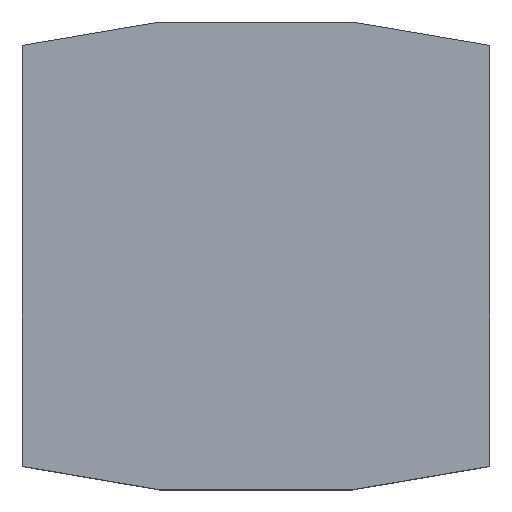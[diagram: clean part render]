
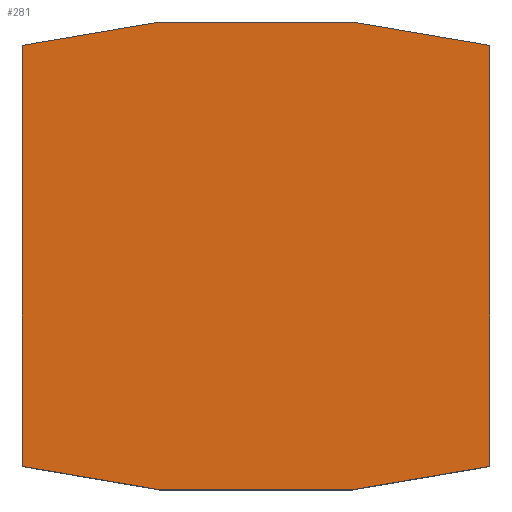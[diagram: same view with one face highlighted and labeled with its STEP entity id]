
A CAD part, top view. The second image highlights one B-rep face of the part: STEP entity #281.
In plain terms, the highlighted planar face has unit normal (0, 0, 1).
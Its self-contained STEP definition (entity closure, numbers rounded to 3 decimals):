
#24 = VERTEX_POINT('',#25);
#25 = CARTESIAN_POINT('',(-0.62,1.5,1.));
#31 = EDGE_CURVE('',#24,#32,#34,.T.);
#32 = VERTEX_POINT('',#33);
#33 = CARTESIAN_POINT('',(0.62,1.5,1.));
#34 = LINE('',#35,#36);
#35 = CARTESIAN_POINT('',(-0.62,1.5,1.));
#36 = VECTOR('',#37,1.);
#37 = DIRECTION('',(1.,0.,0.));
#62 = EDGE_CURVE('',#32,#63,#65,.T.);
#63 = VERTEX_POINT('',#64);
#64 = CARTESIAN_POINT('',(1.5,1.35,1.));
#65 = LINE('',#66,#67);
#66 = CARTESIAN_POINT('',(0.62,1.5,1.));
#67 = VECTOR('',#68,1.);
#68 = DIRECTION('',(0.986,-0.168,0.));
#93 = EDGE_CURVE('',#63,#94,#96,.T.);
#94 = VERTEX_POINT('',#95);
#95 = CARTESIAN_POINT('',(1.5,-1.35,1.));
#96 = LINE('',#97,#98);
#97 = CARTESIAN_POINT('',(1.5,1.35,1.));
#98 = VECTOR('',#99,1.);
#99 = DIRECTION('',(0.,-1.,0.));
#124 = EDGE_CURVE('',#94,#125,#127,.T.);
#125 = VERTEX_POINT('',#126);
#126 = CARTESIAN_POINT('',(0.62,-1.5,1.));
#127 = LINE('',#128,#129);
#128 = CARTESIAN_POINT('',(1.5,-1.35,1.));
#129 = VECTOR('',#130,1.);
#130 = DIRECTION('',(-0.986,-0.168,0.));
#155 = EDGE_CURVE('',#125,#156,#158,.T.);
#156 = VERTEX_POINT('',#157);
#157 = CARTESIAN_POINT('',(-0.62,-1.5,1.));
#158 = LINE('',#159,#160);
#159 = CARTESIAN_POINT('',(0.62,-1.5,1.));
#160 = VECTOR('',#161,1.);
#161 = DIRECTION('',(-1.,0.,0.));
#186 = EDGE_CURVE('',#156,#187,#189,.T.);
#187 = VERTEX_POINT('',#188);
#188 = CARTESIAN_POINT('',(-1.5,-1.35,1.));
#189 = LINE('',#190,#191);
#190 = CARTESIAN_POINT('',(-0.62,-1.5,1.));
#191 = VECTOR('',#192,1.);
#192 = DIRECTION('',(-0.986,0.168,0.));
#217 = EDGE_CURVE('',#187,#218,#220,.T.);
#218 = VERTEX_POINT('',#219);
#219 = CARTESIAN_POINT('',(-1.5,1.35,1.));
#220 = LINE('',#221,#222);
#221 = CARTESIAN_POINT('',(-1.5,-1.35,1.));
#222 = VECTOR('',#223,1.);
#223 = DIRECTION('',(0.,1.,0.));
#248 = EDGE_CURVE('',#218,#24,#249,.T.);
#249 = LINE('',#250,#251);
#250 = CARTESIAN_POINT('',(-1.5,1.35,1.));
#251 = VECTOR('',#252,1.);
#252 = DIRECTION('',(0.986,0.168,0.));
#281 = ADVANCED_FACE('',(#282),#292,.F.);
#282 = FACE_BOUND('',#283,.F.);
#283 = EDGE_LOOP('',(#284,#285,#286,#287,#288,#289,#290,#291));
#284 = ORIENTED_EDGE('',*,*,#31,.T.);
#285 = ORIENTED_EDGE('',*,*,#62,.T.);
#286 = ORIENTED_EDGE('',*,*,#93,.T.);
#287 = ORIENTED_EDGE('',*,*,#124,.T.);
#288 = ORIENTED_EDGE('',*,*,#155,.T.);
#289 = ORIENTED_EDGE('',*,*,#186,.T.);
#290 = ORIENTED_EDGE('',*,*,#217,.T.);
#291 = ORIENTED_EDGE('',*,*,#248,.T.);
#292 = PLANE('',#293);
#293 = AXIS2_PLACEMENT_3D('',#294,#295,#296);
#294 = CARTESIAN_POINT('',(0.,0.,1.));
#295 = DIRECTION('',(-0.,-0.,-1.));
#296 = DIRECTION('',(-1.,0.,0.));
